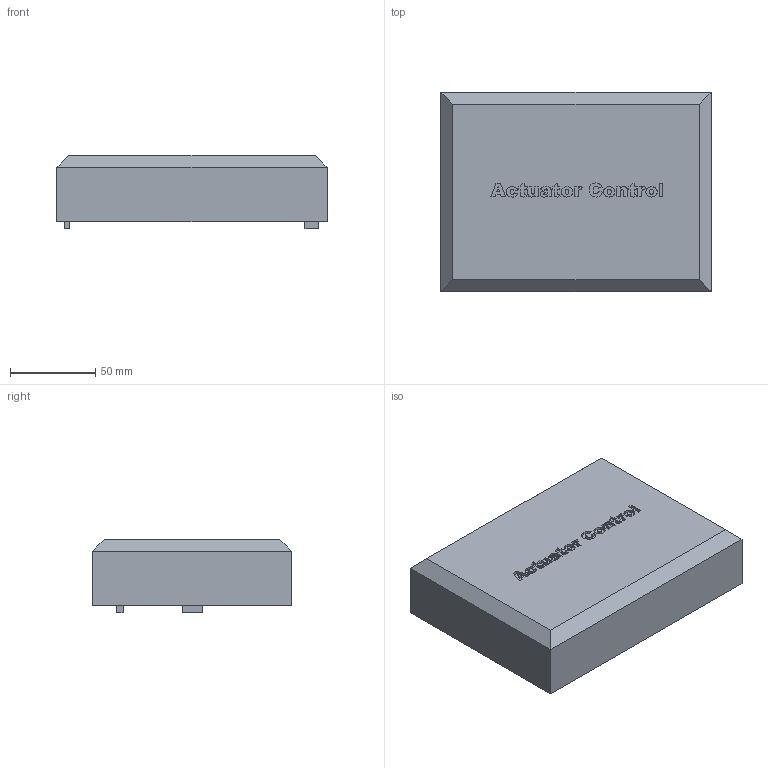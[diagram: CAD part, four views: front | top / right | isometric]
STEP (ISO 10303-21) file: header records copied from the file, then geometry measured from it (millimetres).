
FILE_DESCRIPTION(/* description */ (''),/* implementation_level */ '2;1');
FILE_NAME(/* name */ 'actuator-board-top.step',/* time_stamp */ '2023-12-28T17:20:23+09:00',/* author */ (''),/* organization */ (''),/* preprocessor_version */ 'ST-DEVELOPER v20',/* originating_system */ 'Autodesk Translation Framework v12.14.0.127',/* authorisation */ '');
FILE_SCHEMA (('AUTOMOTIVE_DESIGN { 1 0 10303 214 3 1 1 }'));
Length unit declared in the file: millimetre
Products named in the file (1): actuator-board
Bounding box: 158.7 x 117 x 43.05 mm (x, y, z)
Volume: 153849.9 mm3; surface area: 71641.6 mm2
Topology: 1 solids, 1 shells, 334 faces, 920 edges, 612 vertices
Faces by surface type: bspline 169, plane 154, cylinder 11
Full cylindrical faces by diameter (mm): 5 x4
Entity records: 12157 total; most frequent: CARTESIAN_POINT 4740, ORIENTED_EDGE 1840, DIRECTION 942, EDGE_CURVE 920, VERTEX_POINT 612, LINE 554, VECTOR 554, EDGE_LOOP 358
